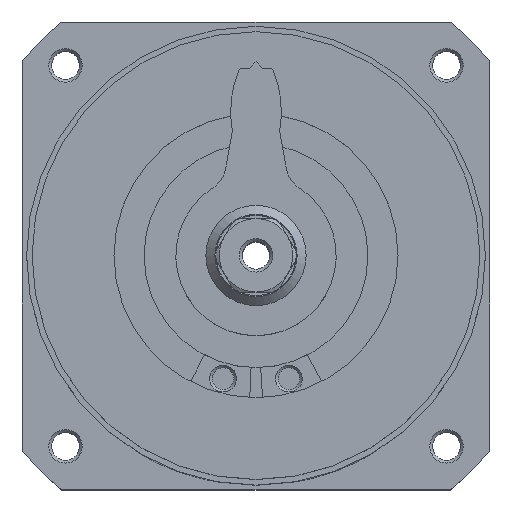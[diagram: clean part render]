
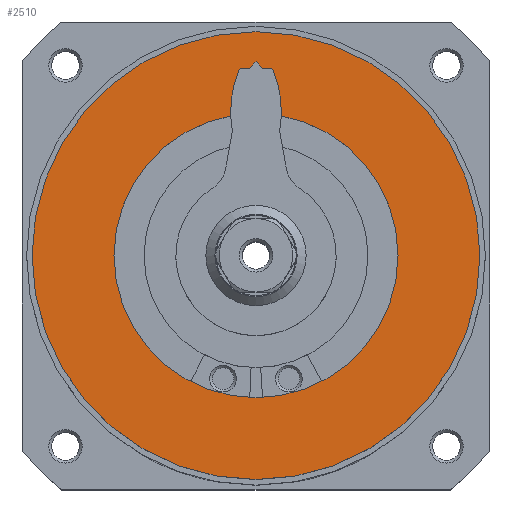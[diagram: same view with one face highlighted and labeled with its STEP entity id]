
A CAD part, top view. The second image highlights one B-rep face of the part: STEP entity #2510.
In plain terms, the highlighted face is planar.
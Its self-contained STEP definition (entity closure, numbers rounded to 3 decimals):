
#114=PLANE('',#2772);
#467=ORIENTED_EDGE('',*,*,#1044,.F.);
#468=ORIENTED_EDGE('',*,*,#1045,.T.);
#1044=EDGE_CURVE('',#1342,#1342,#1583,.T.);
#1045=EDGE_CURVE('',#1343,#1343,#1584,.T.);
#1342=VERTEX_POINT('',#4119);
#1343=VERTEX_POINT('',#4121);
#1583=CIRCLE('',#2773,33.5);
#1584=CIRCLE('',#2774,21.25);
#1792=EDGE_LOOP('',(#467));
#1793=EDGE_LOOP('',(#468));
#2129=FACE_BOUND('',#1792,.T.);
#2130=FACE_BOUND('',#1793,.T.);
#2510=ADVANCED_FACE('',(#2129,#2130),#114,.F.);
#2772=AXIS2_PLACEMENT_3D('',#4117,#3236,#3237);
#2773=AXIS2_PLACEMENT_3D('',#4118,#3238,#3239);
#2774=AXIS2_PLACEMENT_3D('',#4120,#3240,#3241);
#3236=DIRECTION('',(1.,0.,0.));
#3237=DIRECTION('',(0.,0.,-1.));
#3238=DIRECTION('',(1.,0.,0.));
#3239=DIRECTION('',(0.,0.,-1.));
#3240=DIRECTION('',(1.,0.,0.));
#3241=DIRECTION('',(0.,0.,-1.));
#4117=CARTESIAN_POINT('',(-39.1,0.,0.));
#4118=CARTESIAN_POINT('',(-39.1,0.,0.));
#4119=CARTESIAN_POINT('',(-39.1,0.,-33.5));
#4120=CARTESIAN_POINT('',(-39.1,0.,0.));
#4121=CARTESIAN_POINT('',(-39.1,0.,-21.25));
